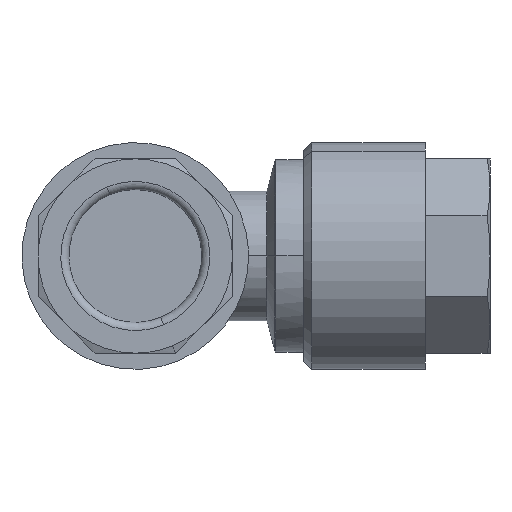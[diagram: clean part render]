
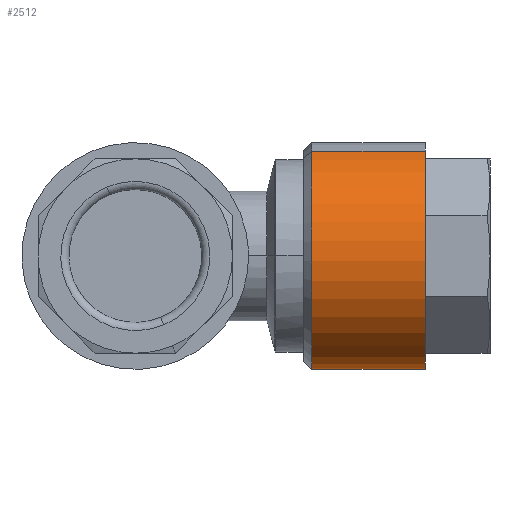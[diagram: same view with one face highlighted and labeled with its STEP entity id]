
A CAD part, front view. The second image highlights one B-rep face of the part: STEP entity #2512.
In plain terms, the highlighted cylindrical face has radius 7 mm (diameter 14 mm), a partial arc.
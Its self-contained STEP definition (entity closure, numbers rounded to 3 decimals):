
#182 = DIRECTION ( 'NONE',  ( -1., 0., 0. ) ) ;
#212 = DIRECTION ( 'NONE',  ( -1., 0., 0. ) ) ;
#213 = CARTESIAN_POINT ( 'NONE',  ( 10.4, 17.321, 6.467 ) ) ;
#214 = CARTESIAN_POINT ( 'NONE',  ( 17.9, 20., 0. ) ) ;
#215 = DIRECTION ( 'NONE',  ( -1., 0., 0. ) ) ;
#216 = DIRECTION ( 'NONE',  ( 0., -0.383, 0.924 ) ) ;
#217 = CARTESIAN_POINT ( 'NONE',  ( 10.4, 22.679, -6.467 ) ) ;
#218 = CARTESIAN_POINT ( 'NONE',  ( 10.9, 20., 0. ) ) ;
#219 = DIRECTION ( 'NONE',  ( -1., 0., 0. ) ) ;
#220 = DIRECTION ( 'NONE',  ( 0., 0.383, -0.924 ) ) ;
#237 = LINE ( 'NONE', #217, #244 ) ;
#238 = LINE ( 'NONE', #213, #241 ) ;
#239 = CIRCLE ( 'NONE', #1587, 7. ) ;
#240 = CIRCLE ( 'NONE', #1588, 7. ) ;
#241 = VECTOR ( 'NONE', #182, 1000. ) ;
#244 = VECTOR ( 'NONE', #212, 1000. ) ;
#767 = EDGE_LOOP ( 'NONE', ( #1180, #1181, #1182, #1183 ) ) ;
#976 = CARTESIAN_POINT ( 'NONE',  ( 10.4, 20., 0. ) ) ;
#977 = DIRECTION ( 'NONE',  ( -1., 0., 0. ) ) ;
#985 = DIRECTION ( 'NONE',  ( 0., 0.383, -0.924 ) ) ;
#1180 = ORIENTED_EDGE ( 'NONE', *, *, #2868, .T. ) ;
#1181 = ORIENTED_EDGE ( 'NONE', *, *, #2869, .T. ) ;
#1182 = ORIENTED_EDGE ( 'NONE', *, *, #2870, .F. ) ;
#1183 = ORIENTED_EDGE ( 'NONE', *, *, #2871, .F. ) ;
#1587 = AXIS2_PLACEMENT_3D ( 'NONE', #214, #215, #216 ) ;
#1588 = AXIS2_PLACEMENT_3D ( 'NONE', #218, #219, #220 ) ;
#2095 = VERTEX_POINT ( 'NONE', #2593 ) ;
#2096 = VERTEX_POINT ( 'NONE', #2592 ) ;
#2105 = VERTEX_POINT ( 'NONE', #2582 ) ;
#2106 = VERTEX_POINT ( 'NONE', #2581 ) ;
#2512 = ADVANCED_FACE ( 'NONE', ( #3921 ), #3929, .T. ) ;
#2581 = CARTESIAN_POINT ( 'NONE',  ( 17.9, 17.321, 6.467 ) ) ;
#2582 = CARTESIAN_POINT ( 'NONE',  ( 17.9, 22.679, -6.467 ) ) ;
#2592 = CARTESIAN_POINT ( 'NONE',  ( 10.9, 22.679, -6.467 ) ) ;
#2593 = CARTESIAN_POINT ( 'NONE',  ( 10.9, 17.321, 6.467 ) ) ;
#2868 = EDGE_CURVE ( 'NONE', #2105, #2106, #239, .T. ) ;
#2869 = EDGE_CURVE ( 'NONE', #2106, #2095, #238, .T. ) ;
#2870 = EDGE_CURVE ( 'NONE', #2096, #2095, #240, .T. ) ;
#2871 = EDGE_CURVE ( 'NONE', #2105, #2096, #237, .T. ) ;
#3656 = AXIS2_PLACEMENT_3D ( 'NONE', #976, #977, #985 ) ;
#3921 = FACE_OUTER_BOUND ( 'NONE', #767, .T. ) ;
#3929 = CYLINDRICAL_SURFACE ( 'NONE', #3656, 7. ) ;
